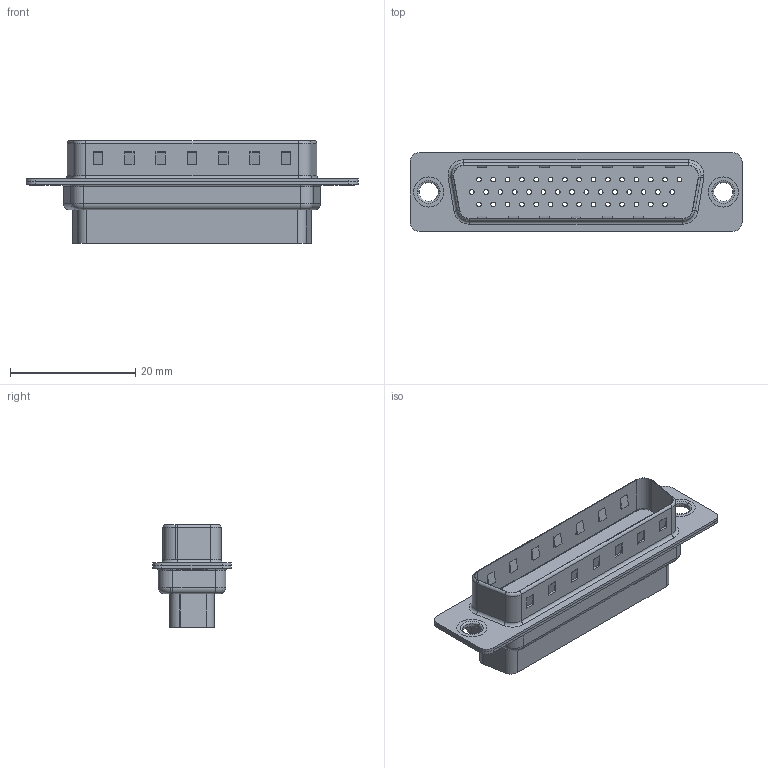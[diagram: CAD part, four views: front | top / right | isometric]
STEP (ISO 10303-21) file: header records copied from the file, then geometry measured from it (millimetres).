
FILE_DESCRIPTION (( 'STEP AP203' ), '1' );
FILE_NAME ('637-044-010-041.STEP', '2020-07-17T21:19:31', ( '' ), ( '' ), 'SwSTEP 2.0', 'SolidWorks 2020', '' );
FILE_SCHEMA (( 'CONFIG_CONTROL_DESIGN' ));
Length unit declared in the file: millimetre
Products named in the file (5): 637 Shell Rear_44 Contacts; 637 Housing_44 Contacts HP; 637-044-010-041; 637 Thru Hole Rivet; 637 Shell Front_44 Contacts
Assembly tree (5 placements, depth 2):
  637-044-010-041
    637 Housing_44 Contacts HP
    637 Shell Front_44 Contacts
    637 Shell Rear_44 Contacts
    637 Thru Hole Rivet  x2
Bounding box: 53 x 12.6 x 16.4 mm (x, y, z)
Volume: 2900.1 mm3; surface area: 7182.3 mm2
Topology: 5 solids, 5 shells, 702 faces, 1667 edges, 1074 vertices
Faces by surface type: cylinder 385, plane 259, torus 58
Entity records: 20828 total; most frequent: DIRECTION 3813, CARTESIAN_POINT 3430, ORIENTED_EDGE 3254, EDGE_CURVE 1627, AXIS2_PLACEMENT_3D 1511, VERTEX_POINT 1050, EDGE_LOOP 909, CIRCLE 821
